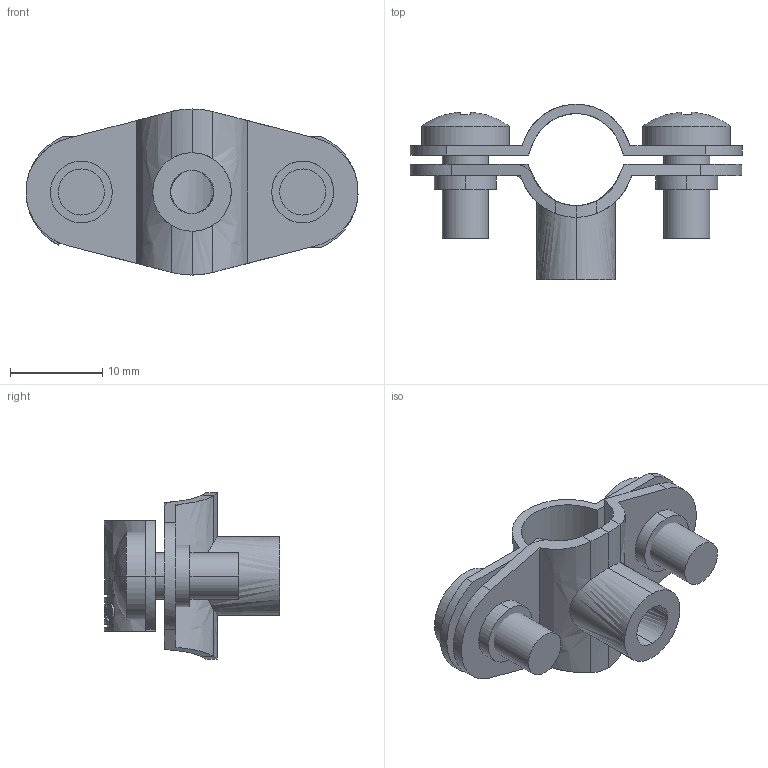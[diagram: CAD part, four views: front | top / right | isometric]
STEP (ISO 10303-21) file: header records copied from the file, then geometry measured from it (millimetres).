
FILE_DESCRIPTION(/* description */ (''),/* implementation_level */ '2;1');
FILE_NAME(/* name */ '1360108',/* time_stamp */ '2016-02-12T14:41:43+01:00',/* author */ (''),/* organization */ (''),/* preprocessor_version */ 'ST-DEVELOPER v15',/* originating_system */ '',/* authorisation */ '');
FILE_SCHEMA (('CONFIG_CONTROL_DESIGN'));
Length unit declared in the file: millimetre
Products named in the file (2): Document; Block 01
Assembly tree (1 placements, depth 2):
  Document
    Block 01
Bounding box: 35.99 x 19 x 18 mm (x, y, z)
Volume: 2134.2 mm3; surface area: 3288.3 mm2
Topology: 4 solids, 4 shells, 200 faces, 513 edges, 336 vertices
Faces by surface type: bspline 113, plane 87
Entity records: 11090 total; most frequent: CARTESIAN_POINT 7745, ORIENTED_EDGE 1026, EDGE_CURVE 513, VERTEX_POINT 336, B_SPLINE_CURVE_WITH_KNOTS 322, EDGE_LOOP 223, ADVANCED_FACE 200, FACE_OUTER_BOUND 200
